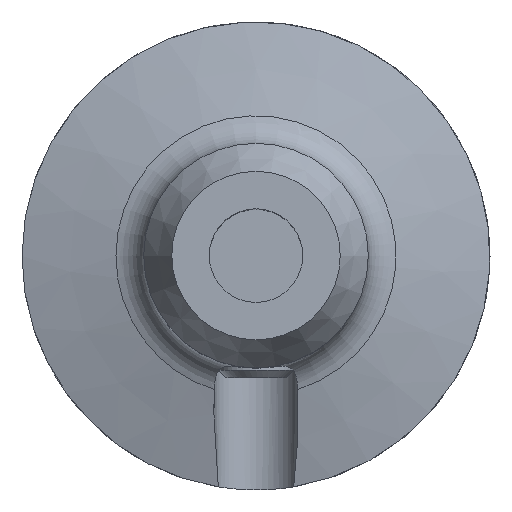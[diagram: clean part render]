
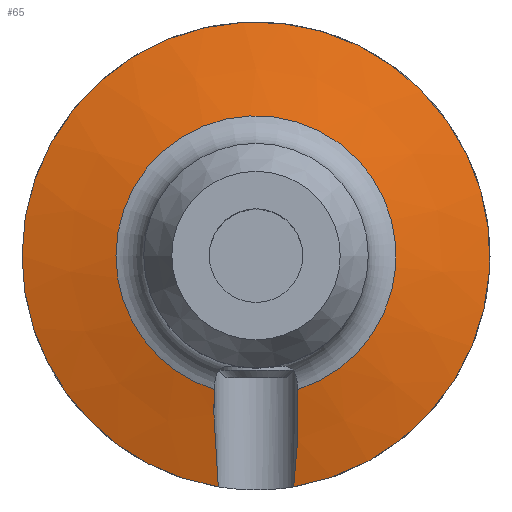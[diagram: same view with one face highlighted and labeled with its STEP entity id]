
A CAD part, top view. The second image highlights one B-rep face of the part: STEP entity #65.
In plain terms, the highlighted conical face has half-angle 75 degrees and reference radius 12 mm.
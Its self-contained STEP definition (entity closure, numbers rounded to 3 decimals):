
#43=CONICAL_SURFACE('',#261,12.,75.);
#47=FACE_OUTER_BOUND('',#124,.T.);
#52=B_SPLINE_CURVE_WITH_KNOTS('',3,(#383,#384,#385,#386),.UNSPECIFIED.,
 .F.,.F.,(4,4),(0.,1.),.UNSPECIFIED.);
#53=B_SPLINE_CURVE_WITH_KNOTS('',3,(#390,#391,#392,#393),.UNSPECIFIED.,
 .F.,.F.,(4,4),(0.,1.),.UNSPECIFIED.);
#65=ADVANCED_FACE('',(#47),#43,.T.);
#124=EDGE_LOOP('',(#159,#160,#161,#162));
#159=ORIENTED_EDGE('',*,*,#219,.F.);
#160=ORIENTED_EDGE('',*,*,#220,.T.);
#161=ORIENTED_EDGE('',*,*,#221,.F.);
#162=ORIENTED_EDGE('',*,*,#218,.T.);
#198=VERTEX_POINT('',#379);
#199=VERTEX_POINT('',#380);
#200=VERTEX_POINT('',#387);
#201=VERTEX_POINT('',#389);
#218=EDGE_CURVE('',#199,#198,#238,.T.);
#219=EDGE_CURVE('',#200,#198,#52,.T.);
#220=EDGE_CURVE('',#200,#201,#239,.T.);
#221=EDGE_CURVE('',#199,#201,#53,.T.);
#238=CIRCLE('',#258,25.);
#239=CIRCLE('',#260,14.965);
#258=AXIS2_PLACEMENT_3D('',#381,#302,#303);
#260=AXIS2_PLACEMENT_3D('',#388,#306,#307);
#261=AXIS2_PLACEMENT_3D('',#394,#308,#309);
#302=DIRECTION('',(0.,0.,1.));
#303=DIRECTION('',(-1.,0.,0.));
#306=DIRECTION('',(0.,0.,-1.));
#307=DIRECTION('',(1.,0.,0.));
#308=DIRECTION('',(0.,0.,-1.));
#309=DIRECTION('',(1.,0.,0.));
#379=CARTESIAN_POINT('',(-4.031,-24.673,5.));
#380=CARTESIAN_POINT('',(4.031,-24.673,5.));
#381=CARTESIAN_POINT('',(0.,0.,5.));
#383=CARTESIAN_POINT('',(-4.447,-14.289,7.689));
#384=CARTESIAN_POINT('',(-4.586,-17.751,6.792));
#385=CARTESIAN_POINT('',(-4.473,-21.23,5.891));
#386=CARTESIAN_POINT('',(-4.031,-24.673,5.));
#387=CARTESIAN_POINT('',(-4.447,-14.289,7.689));
#388=CARTESIAN_POINT('',(0.,0.,7.689));
#389=CARTESIAN_POINT('',(4.447,-14.289,7.689));
#390=CARTESIAN_POINT('',(4.031,-24.673,5.));
#391=CARTESIAN_POINT('',(4.473,-21.23,5.891));
#392=CARTESIAN_POINT('',(4.586,-17.754,6.791));
#393=CARTESIAN_POINT('',(4.447,-14.289,7.689));
#394=CARTESIAN_POINT('',(0.,0.,8.483));
